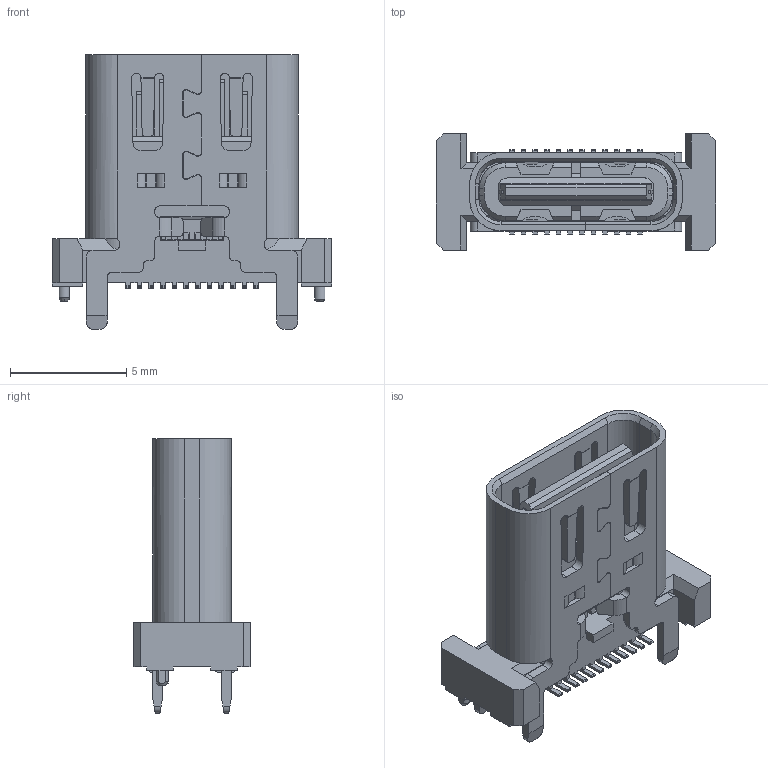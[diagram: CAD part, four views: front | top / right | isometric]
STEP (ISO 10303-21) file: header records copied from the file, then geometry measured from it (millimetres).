
FILE_DESCRIPTION(('FreeCAD Model'),'2;1');
FILE_NAME('Open CASCADE Shape Model','2025-02-19T11:16:58',(''),(''), 'Open CASCADE STEP processor 7.8','FreeCAD','Unknown');
FILE_SCHEMA(('AUTOMOTIVE_DESIGN { 1 0 10303 214 1 1 1 1 }'));
Length unit declared in the file: millimetre
Products named in the file (1): Same_Sky_UJ32-C-V-G-TH-8-P24-TR
Bounding box: 12 x 5 x 11.8 mm (x, y, z)
Volume: 213.3 mm3; surface area: 734.2 mm2
Topology: 1 solids, 6 shells, 1101 faces, 3105 edges, 2008 vertices
Faces by surface type: plane 794, cylinder 282, cone 25
Entity records: 35538 total; most frequent: CARTESIAN_POINT 7162, ORIENTED_EDGE 6206, DIRECTION 5552, EDGE_CURVE 3103, LINE 2354, VECTOR 2354, VERTEX_POINT 2008, AXIS2_PLACEMENT_3D 1599
